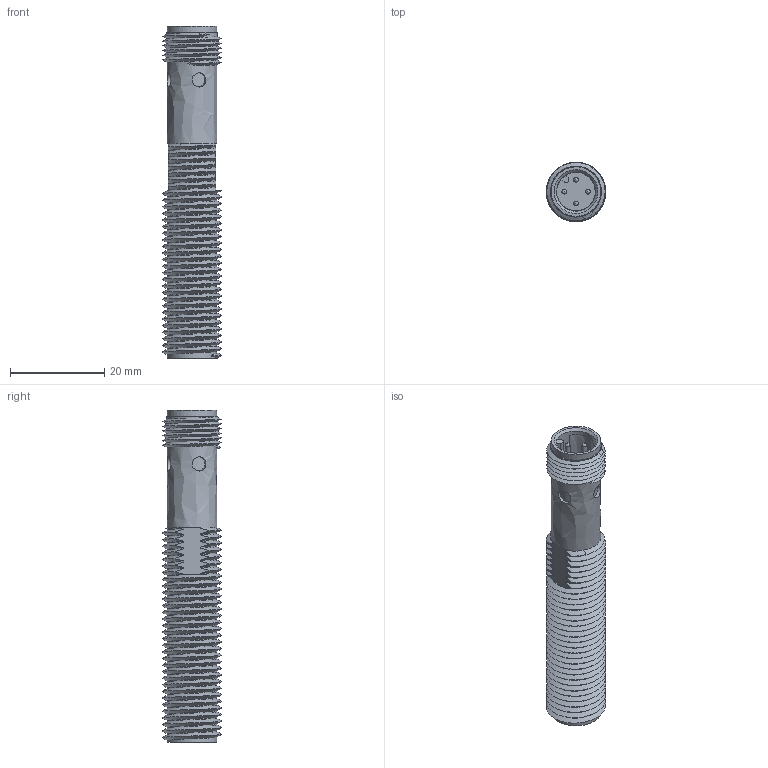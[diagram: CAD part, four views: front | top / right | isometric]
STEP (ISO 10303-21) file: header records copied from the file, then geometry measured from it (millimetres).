
FILE_DESCRIPTION( ('This file contains a STEP AP42 implementation' ,'as created by ZW3D STEP Interface translator.') ,'2;1' );
FILE_NAME( 'WCN1-1202X-XUL3.stp' ,'201014. 95622', (''), ('ZWCAD Software Co.'), 'Version 1.0', 'ZW3D to STEP translator', '' );
FILE_SCHEMA(('AUTOMOTIVE_DESIGN'));
Length unit declared in the file: millimetre
Products named in the file (2): 0; WCN1-1202X-XUL3
Bounding box: 12.6 x 12.6 x 70.45 mm (x, y, z)
Volume: 6701 mm3; surface area: 4945.6 mm2
Topology: 7 solids, 7 shells, 153 faces, 403 edges, 272 vertices
Faces by surface type: bspline 153
Entity records: 18087 total; most frequent: CARTESIAN_POINT 15725, ORIENTED_EDGE 776, EDGE_CURVE 388, VERTEX_POINT 255, B_SPLINE_CURVE_WITH_KNOTS 213, EDGE_LOOP 160, FACE_OUTER_BOUND 152, ADVANCED_FACE 152
